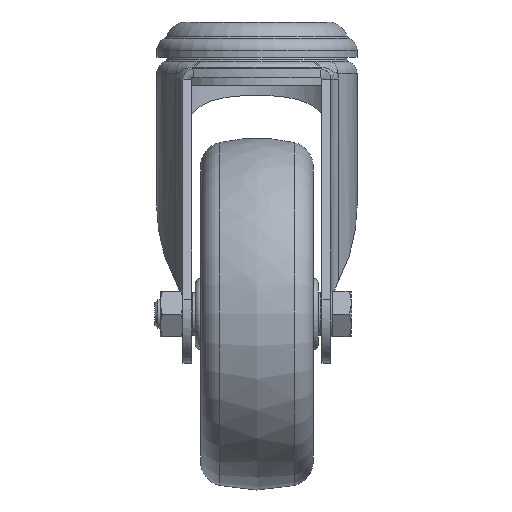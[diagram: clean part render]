
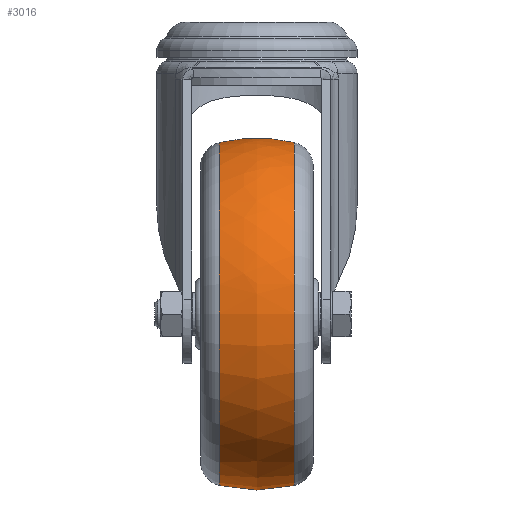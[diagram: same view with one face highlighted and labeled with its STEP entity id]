
A CAD part, front view. The second image highlights one B-rep face of the part: STEP entity #3016.
In plain terms, the highlighted free-form (B-spline) face has degree [2, 2] with [3, 9] control points.
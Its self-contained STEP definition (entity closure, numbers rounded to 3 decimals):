
#28=(
BOUNDED_SURFACE()
B_SPLINE_SURFACE(2,2,((#14798,#14799,#14800,#14801,#14802,#14803,#14804,
#14805,#14806),(#14807,#14808,#14809,#14810,#14811,#14812,#14813,#14814,
#14815),(#14816,#14817,#14818,#14819,#14820,#14821,#14822,#14823,#14824)),
 .UNSPECIFIED.,.F.,.T.,.F.)
B_SPLINE_SURFACE_WITH_KNOTS((3,3),(3,2,2,2,3),(-0.239,0.239),
(-3.142,-1.571,0.,1.571,3.142),
 .UNSPECIFIED.)
GEOMETRIC_REPRESENTATION_ITEM()
RATIONAL_B_SPLINE_SURFACE(((1.,0.707,1.,0.707,1.,
0.707,1.,0.707,1.),(0.972,0.687,
0.972,0.687,0.972,0.687,
0.972,0.687,0.972),(1.,0.707,
1.,0.707,1.,0.707,1.,0.707,1.)))
REPRESENTATION_ITEM('')
SURFACE()
);
#525=FACE_OUTER_BOUND('',#713,.T.);
#713=EDGE_LOOP('',(#2720,#2721,#2722,#2723,#2724,#2725));
#1098=CIRCLE('',#3336,48.72);
#1099=CIRCLE('',#3337,48.72);
#1100=CIRCLE('',#3338,45.);
#1101=CIRCLE('',#3339,48.72);
#1102=CIRCLE('',#3340,48.72);
#1414=VERTEX_POINT('',#14793);
#1415=VERTEX_POINT('',#14795);
#1416=VERTEX_POINT('',#14825);
#1417=VERTEX_POINT('',#14827);
#1859=EDGE_CURVE('',#1414,#1415,#1098,.T.);
#1860=EDGE_CURVE('',#1415,#1414,#1099,.T.);
#1861=EDGE_CURVE('',#1414,#1416,#1100,.T.);
#1862=EDGE_CURVE('',#1416,#1417,#1101,.T.);
#1863=EDGE_CURVE('',#1417,#1416,#1102,.T.);
#2720=ORIENTED_EDGE('',*,*,#1860,.F.);
#2721=ORIENTED_EDGE('',*,*,#1859,.F.);
#2722=ORIENTED_EDGE('',*,*,#1861,.T.);
#2723=ORIENTED_EDGE('',*,*,#1862,.T.);
#2724=ORIENTED_EDGE('',*,*,#1863,.T.);
#2725=ORIENTED_EDGE('',*,*,#1861,.F.);
#3016=ADVANCED_FACE('',(#525),#28,.F.);
#3336=AXIS2_PLACEMENT_3D('',#14796,#4064,#4065);
#3337=AXIS2_PLACEMENT_3D('',#14797,#4066,#4067);
#3338=AXIS2_PLACEMENT_3D('',#14826,#4068,#4069);
#3339=AXIS2_PLACEMENT_3D('',#14828,#4070,#4071);
#3340=AXIS2_PLACEMENT_3D('',#14829,#4072,#4073);
#4064=DIRECTION('center_axis',(-1.,0.,0.));
#4065=DIRECTION('ref_axis',(0.,0.,-1.));
#4066=DIRECTION('center_axis',(-1.,0.,0.));
#4067=DIRECTION('ref_axis',(0.,0.,-1.));
#4068=DIRECTION('center_axis',(0.,1.,0.));
#4069=DIRECTION('ref_axis',(0.,0.,1.));
#4070=DIRECTION('center_axis',(-1.,0.,0.));
#4071=DIRECTION('ref_axis',(0.,0.,-1.));
#4072=DIRECTION('center_axis',(-1.,0.,0.));
#4073=DIRECTION('ref_axis',(0.,0.,-1.));
#14793=CARTESIAN_POINT('',(-10.658,-40.,-34.28));
#14795=CARTESIAN_POINT('',(-10.658,-40.,-131.72));
#14796=CARTESIAN_POINT('Origin',(-10.658,-40.,-83.));
#14797=CARTESIAN_POINT('Origin',(-10.658,-40.,-83.));
#14798=CARTESIAN_POINT('Ctrl Pts',(10.658,-40.,-34.28));
#14799=CARTESIAN_POINT('Ctrl Pts',(10.658,8.72,-34.28));
#14800=CARTESIAN_POINT('Ctrl Pts',(10.658,8.72,-83.));
#14801=CARTESIAN_POINT('Ctrl Pts',(10.658,8.72,-131.72));
#14802=CARTESIAN_POINT('Ctrl Pts',(10.658,-40.,-131.72));
#14803=CARTESIAN_POINT('Ctrl Pts',(10.658,-88.72,-131.72));
#14804=CARTESIAN_POINT('Ctrl Pts',(10.658,-88.72,-83.));
#14805=CARTESIAN_POINT('Ctrl Pts',(10.658,-88.72,-34.28));
#14806=CARTESIAN_POINT('Ctrl Pts',(10.658,-40.,-34.28));
#14807=CARTESIAN_POINT('Ctrl Pts',(0.,-40.,-31.682));
#14808=CARTESIAN_POINT('Ctrl Pts',(0.,11.318,
-31.682));
#14809=CARTESIAN_POINT('Ctrl Pts',(0.,11.318,
-83.));
#14810=CARTESIAN_POINT('Ctrl Pts',(0.,11.318,
-134.318));
#14811=CARTESIAN_POINT('Ctrl Pts',(0.,-40.,-134.318));
#14812=CARTESIAN_POINT('Ctrl Pts',(0.,-91.318,
-134.318));
#14813=CARTESIAN_POINT('Ctrl Pts',(0.,-91.318,
-83.));
#14814=CARTESIAN_POINT('Ctrl Pts',(0.,-91.318,
-31.682));
#14815=CARTESIAN_POINT('Ctrl Pts',(0.,-40.,-31.682));
#14816=CARTESIAN_POINT('Ctrl Pts',(-10.658,-40.,-34.28));
#14817=CARTESIAN_POINT('Ctrl Pts',(-10.658,8.72,-34.28));
#14818=CARTESIAN_POINT('Ctrl Pts',(-10.658,8.72,-83.));
#14819=CARTESIAN_POINT('Ctrl Pts',(-10.658,8.72,-131.72));
#14820=CARTESIAN_POINT('Ctrl Pts',(-10.658,-40.,-131.72));
#14821=CARTESIAN_POINT('Ctrl Pts',(-10.658,-88.72,
-131.72));
#14822=CARTESIAN_POINT('Ctrl Pts',(-10.658,-88.72,
-83.));
#14823=CARTESIAN_POINT('Ctrl Pts',(-10.658,-88.72,
-34.28));
#14824=CARTESIAN_POINT('Ctrl Pts',(-10.658,-40.,-34.28));
#14825=CARTESIAN_POINT('',(10.658,-40.,-34.28));
#14826=CARTESIAN_POINT('Origin',(0.,-40.,-78.));
#14827=CARTESIAN_POINT('',(10.658,-40.,-131.72));
#14828=CARTESIAN_POINT('Origin',(10.658,-40.,-83.));
#14829=CARTESIAN_POINT('Origin',(10.658,-40.,-83.));
